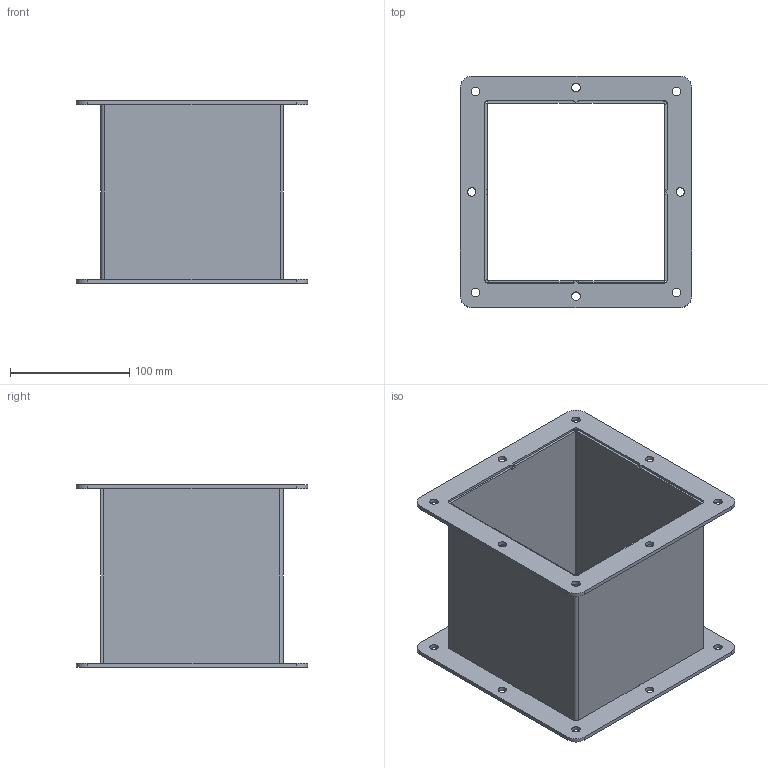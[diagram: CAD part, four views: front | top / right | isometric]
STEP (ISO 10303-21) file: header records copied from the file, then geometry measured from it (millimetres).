
FILE_DESCRIPTION((''),'2;1');
FILE_NAME('SSJWN666.stp','2013-01-02T08:24:43',('kadelman'),(''),'Autodesk Inventor 2012','Autodesk Inventor 2012','');
FILE_SCHEMA(('AUTOMOTIVE_DESIGN { 1 0 10303 214 1 1 1 1 }'));
Length unit declared in the file: inch
Products named in the file (3): SSJWN_6-assm; SSJWN666BS; SSJW6RINGP
Assembly tree (4 placements, depth 2):
  SSJWN_6-assm
    SSJWN666BS  x2
    SSJW6RINGP  x2
Bounding box: 193.68 x 193.68 x 152.4 mm (x, y, z)
Volume: 254044.6 mm3; surface area: 245908.9 mm2
Topology: 4 solids, 4 shells, 130 faces, 350 edges, 228 vertices
Faces by surface type: plane 94, cylinder 36
Full cylindrical faces by diameter (mm): 7.144 x16
Entity records: 2194 total; most frequent: CARTESIAN_POINT 353, DIRECTION 347, ORIENTED_EDGE 334, EDGE_CURVE 167, VECTOR 131, LINE 131, VERTEX_POINT 114, AXIS2_PLACEMENT_3D 108
